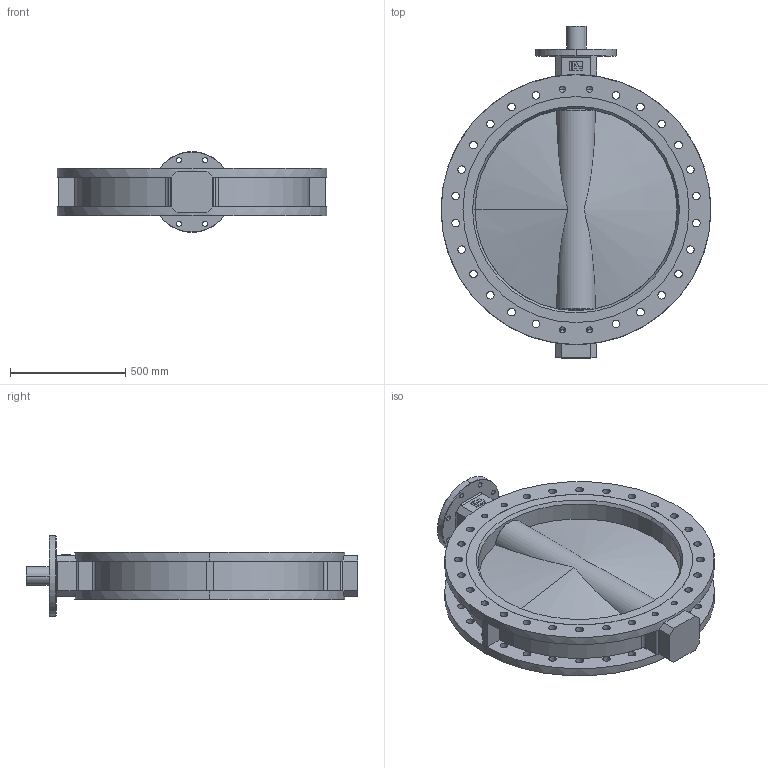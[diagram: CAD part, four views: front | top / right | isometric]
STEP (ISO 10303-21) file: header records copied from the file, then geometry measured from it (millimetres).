
FILE_DESCRIPTION (( 'STEP AP214' ), '1' );
FILE_NAME ('D40900._2.step', '2013-07-30T15:18:15', ( 'mbuehlmann' ), ( '' ), 'SwSTEP 2.0', 'SolidWorks 2012', '' );
FILE_SCHEMA (( 'AUTOMOTIVE_DESIGN' ));
Length unit declared in the file: millimetre
Products named in the file (6): ia-Logo40; ia-Keil_ia-Keil900; ia-scheibe250_ia-scheibe900; ia-Dichtungbasic_Dichtung900; BO.D40900._2; D40900._2
Assembly tree (5 placements, depth 2):
  D40900._2
    BO.D40900._2
    ia-Dichtungbasic_Dichtung900
    ia-scheibe250_ia-scheibe900
    ia-Keil_ia-Keil900
    ia-Logo40
Bounding box: 1170 x 1439 x 350 mm (x, y, z)
Volume: 113279231 mm3; surface area: 6005089.5 mm2
Topology: 5 solids, 5 shells, 275 faces, 753 edges, 482 vertices
Faces by surface type: cylinder 160, plane 69, cone 32, torus 12, sphere 2
Entity records: 9752 total; most frequent: CARTESIAN_POINT 1982, DIRECTION 1622, ORIENTED_EDGE 1468, EDGE_CURVE 734, AXIS2_PLACEMENT_3D 645, VERTEX_POINT 481, EDGE_LOOP 405, CIRCLE 362
